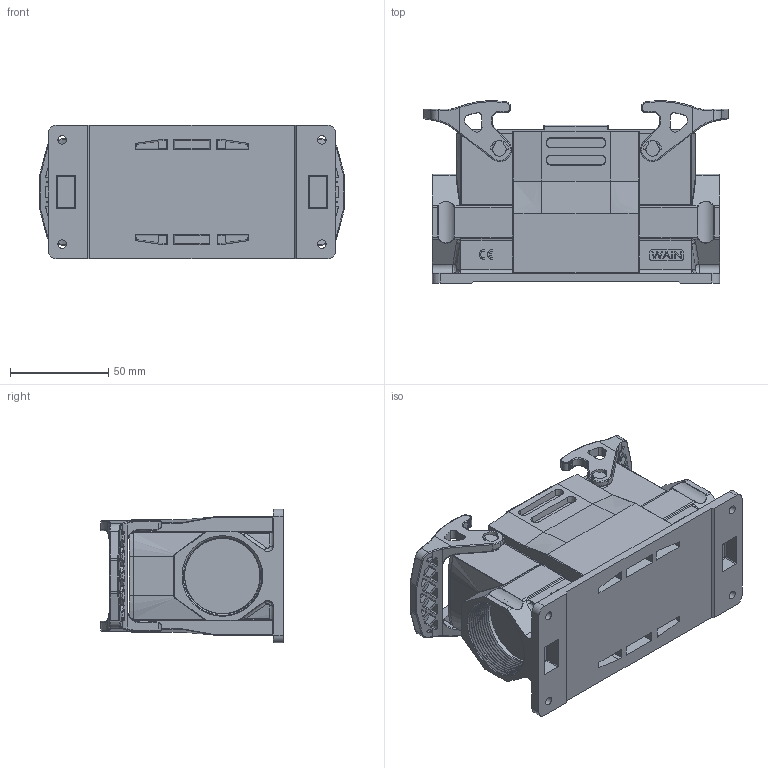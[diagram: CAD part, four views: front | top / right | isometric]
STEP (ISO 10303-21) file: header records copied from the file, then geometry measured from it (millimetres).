
FILE_DESCRIPTION(/* description */ (''),/* implementation_level */ '2;1');
FILE_NAME(/* name */ '3D_1290242305001_HM24B.P-SFH-2L-M40_V1.0.stp',/* time_stamp */ '2024-03-20T13:47:37+08:00',/* author */ (''),/* organization */ (''),/* preprocessor_version */ 'ST-DEVELOPER v18.1',/* originating_system */ 'SIEMENS PLM Software NX 1980',/* authorisation */ '');
FILE_SCHEMA (('AUTOMOTIVE_DESIGN { 1 0 10303 214 3 1 1 1 }'));
Products named in the file (1): _model1
Bounding box: 155 x 92.84 x 68 mm (x, y, z)
Volume: 215988.3 mm3; surface area: 126334.2 mm2
Topology: 1 solids, 2 shells, 1962 faces, 5346 edges, 3430 vertices
Faces by surface type: plane 965, cylinder 673, torus 184, bspline 82, cone 34, sphere 24
Full cylindrical faces by diameter (mm): 4.4 x4, 6.8 x4, 33 x1, 38.4 x17
Entity records: 78239 total; most frequent: CARTESIAN_POINT 22185, ORIENTED_EDGE 10590, DIRECTION 8632, EDGE_CURVE 5295, VERTEX_POINT 3415, LINE 3002, VECTOR 3002, AXIS2_PLACEMENT_3D 2815
